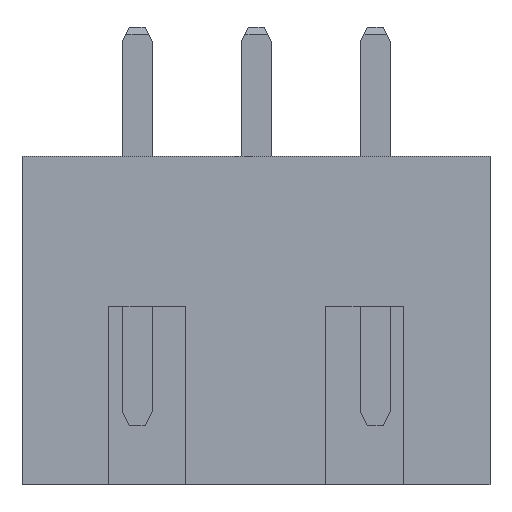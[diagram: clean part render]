
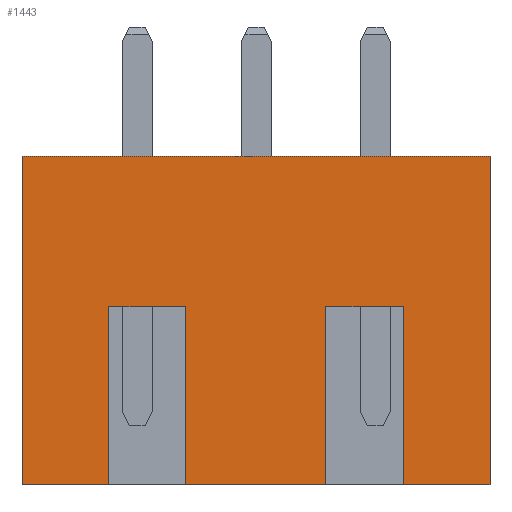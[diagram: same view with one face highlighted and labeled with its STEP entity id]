
A CAD part, front view. The second image highlights one B-rep face of the part: STEP entity #1443.
In plain terms, the highlighted planar face has unit normal (0, -1, 0).
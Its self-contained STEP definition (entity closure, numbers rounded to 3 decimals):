
#105=FACE_OUTER_BOUND('',#182,.T.);
#182=EDGE_LOOP('',(#1269,#1270,#1271,#1272,#1273,#1274,#1275,#1276,#1277,
#1278,#1279,#1280));
#324=LINE('',#2173,#520);
#328=LINE('',#2180,#524);
#329=LINE('',#2182,#525);
#331=LINE('',#2187,#527);
#337=LINE('',#2200,#533);
#343=LINE('',#2210,#539);
#363=LINE('',#2250,#559);
#365=LINE('',#2254,#561);
#377=LINE('',#2279,#573);
#379=LINE('',#2283,#575);
#381=LINE('',#2286,#577);
#382=LINE('',#2288,#578);
#520=VECTOR('',#1779,10.);
#524=VECTOR('',#1785,10.);
#525=VECTOR('',#1788,10.);
#527=VECTOR('',#1792,10.);
#533=VECTOR('',#1800,10.);
#539=VECTOR('',#1808,10.);
#559=VECTOR('',#1846,10.);
#561=VECTOR('',#1850,10.);
#573=VECTOR('',#1872,10.);
#575=VECTOR('',#1876,10.);
#577=VECTOR('',#1880,10.);
#578=VECTOR('',#1883,10.);
#673=VERTEX_POINT('',#2170);
#674=VERTEX_POINT('',#2172);
#675=VERTEX_POINT('',#2176);
#676=VERTEX_POINT('',#2178);
#677=VERTEX_POINT('',#2184);
#678=VERTEX_POINT('',#2186);
#683=VERTEX_POINT('',#2197);
#684=VERTEX_POINT('',#2199);
#699=VERTEX_POINT('',#2252);
#706=VERTEX_POINT('',#2276);
#707=VERTEX_POINT('',#2278);
#708=VERTEX_POINT('',#2282);
#846=EDGE_CURVE('',#674,#673,#324,.T.);
#850=EDGE_CURVE('',#675,#676,#328,.T.);
#851=EDGE_CURVE('',#676,#674,#329,.T.);
#853=EDGE_CURVE('',#678,#677,#331,.T.);
#859=EDGE_CURVE('',#684,#683,#337,.T.);
#865=EDGE_CURVE('',#678,#683,#343,.T.);
#885=EDGE_CURVE('',#677,#675,#363,.T.);
#887=EDGE_CURVE('',#673,#699,#365,.T.);
#899=EDGE_CURVE('',#706,#707,#377,.T.);
#901=EDGE_CURVE('',#707,#708,#379,.T.);
#903=EDGE_CURVE('',#699,#708,#381,.T.);
#904=EDGE_CURVE('',#706,#684,#382,.T.);
#1269=ORIENTED_EDGE('',*,*,#887,.T.);
#1270=ORIENTED_EDGE('',*,*,#903,.T.);
#1271=ORIENTED_EDGE('',*,*,#901,.F.);
#1272=ORIENTED_EDGE('',*,*,#899,.F.);
#1273=ORIENTED_EDGE('',*,*,#904,.T.);
#1274=ORIENTED_EDGE('',*,*,#859,.T.);
#1275=ORIENTED_EDGE('',*,*,#865,.F.);
#1276=ORIENTED_EDGE('',*,*,#853,.T.);
#1277=ORIENTED_EDGE('',*,*,#885,.T.);
#1278=ORIENTED_EDGE('',*,*,#850,.T.);
#1279=ORIENTED_EDGE('',*,*,#851,.T.);
#1280=ORIENTED_EDGE('',*,*,#846,.T.);
#1369=PLANE('',#1535);
#1443=ADVANCED_FACE('',(#105),#1369,.T.);
#1535=AXIS2_PLACEMENT_3D('',#2287,#1881,#1882);
#1779=DIRECTION('',(0.,0.,1.));
#1785=DIRECTION('',(0.,0.,-1.));
#1788=DIRECTION('',(1.,0.,0.));
#1792=DIRECTION('',(0.,0.,1.));
#1800=DIRECTION('',(0.,0.,-1.));
#1808=DIRECTION('',(-1.,0.,0.));
#1846=DIRECTION('',(1.,0.,0.));
#1850=DIRECTION('',(1.,0.,0.));
#1872=DIRECTION('',(0.,0.,-1.));
#1876=DIRECTION('',(-1.,0.,0.));
#1880=DIRECTION('',(0.,0.,-1.));
#1881=DIRECTION('center_axis',(0.,-1.,0.));
#1882=DIRECTION('ref_axis',(-1.,0.,0.));
#1883=DIRECTION('',(-1.,0.,0.));
#2170=CARTESIAN_POINT('',(-7.27,-2.85,-3.2));
#2172=CARTESIAN_POINT('',(-7.27,-2.85,-7.));
#2173=CARTESIAN_POINT('',(-7.27,-2.85,-7.));
#2176=CARTESIAN_POINT('',(-10.26,-2.85,-3.2));
#2178=CARTESIAN_POINT('',(-10.26,-2.85,-7.));
#2180=CARTESIAN_POINT('',(-10.26,-2.85,0.));
#2182=CARTESIAN_POINT('',(-10.26,-2.85,-7.));
#2184=CARTESIAN_POINT('',(-11.9,-2.85,-3.2));
#2186=CARTESIAN_POINT('',(-11.9,-2.85,-7.));
#2187=CARTESIAN_POINT('',(-11.9,-2.85,-3.5));
#2197=CARTESIAN_POINT('',(-13.75,-2.85,-7.));
#2199=CARTESIAN_POINT('',(-13.75,-2.85,0.));
#2200=CARTESIAN_POINT('',(-13.75,-2.85,0.));
#2210=CARTESIAN_POINT('',(-6.25,-2.85,-7.));
#2250=CARTESIAN_POINT('',(-9.075,-2.85,-3.2));
#2252=CARTESIAN_POINT('',(-5.62,-2.85,-3.2));
#2254=CARTESIAN_POINT('',(-6.595,-2.85,-3.2));
#2276=CARTESIAN_POINT('',(-3.77,-2.85,0.));
#2278=CARTESIAN_POINT('',(-3.77,-2.85,-7.));
#2279=CARTESIAN_POINT('',(-3.77,-2.85,0.));
#2282=CARTESIAN_POINT('',(-5.62,-2.85,-7.));
#2283=CARTESIAN_POINT('',(-3.77,-2.85,-7.));
#2286=CARTESIAN_POINT('',(-5.62,-2.85,-1.6));
#2287=CARTESIAN_POINT('Origin',(-3.77,-2.85,0.));
#2288=CARTESIAN_POINT('',(-3.77,-2.85,0.));
